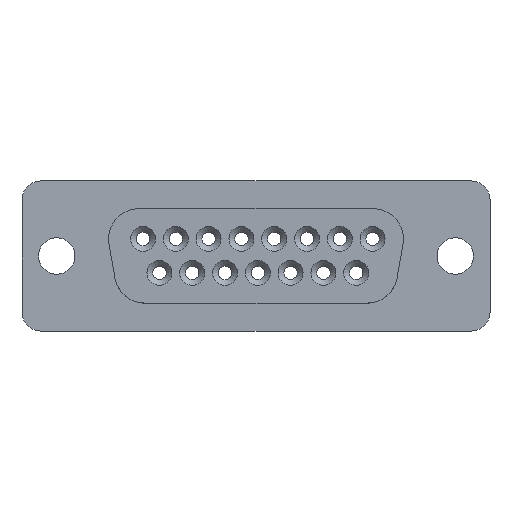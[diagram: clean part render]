
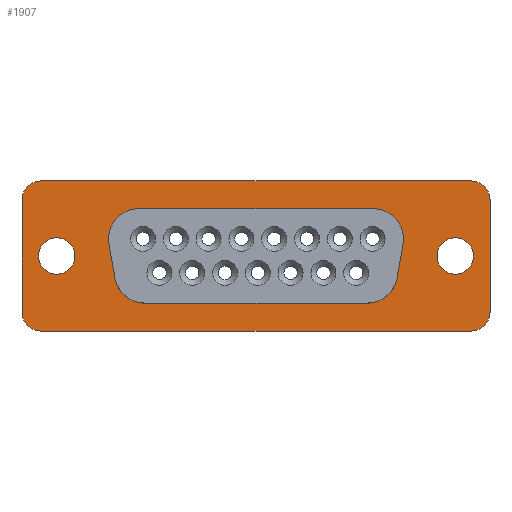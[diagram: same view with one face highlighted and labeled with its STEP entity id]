
A CAD part, top view. The second image highlights one B-rep face of the part: STEP entity #1907.
In plain terms, the highlighted planar face has unit normal (0, 0, 1).
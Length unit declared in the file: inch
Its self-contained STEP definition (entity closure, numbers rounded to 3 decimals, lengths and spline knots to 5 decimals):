
#109=FACE_BOUND('',#493,.T.);
#110=FACE_BOUND('',#494,.T.);
#111=FACE_BOUND('',#495,.T.);
#210=CIRCLE('',#2121,0.1);
#211=CIRCLE('',#2124,0.1);
#212=CIRCLE('',#2127,0.1);
#213=CIRCLE('',#2130,0.1);
#214=CIRCLE('',#2132,0.06);
#216=CIRCLE('',#2135,0.06);
#218=CIRCLE('',#2138,0.062);
#219=CIRCLE('',#2139,0.062);
#220=CIRCLE('',#2140,0.062);
#221=CIRCLE('',#2141,0.062);
#338=FACE_OUTER_BOUND('',#492,.T.);
#492=EDGE_LOOP('',(#1590,#1591,#1592,#1593,#1594,#1595,#1596,#1597));
#493=EDGE_LOOP('',(#1598,#1599,#1600,#1601,#1602,#1603,#1604,#1605));
#494=EDGE_LOOP('',(#1606));
#495=EDGE_LOOP('',(#1607));
#611=LINE('',#3143,#743);
#615=LINE('',#3152,#747);
#618=LINE('',#3160,#750);
#621=LINE('',#3168,#753);
#624=LINE('',#3186,#756);
#625=LINE('',#3190,#757);
#626=LINE('',#3194,#758);
#627=LINE('',#3198,#759);
#743=VECTOR('',#2626,0.3937);
#747=VECTOR('',#2636,0.3937);
#750=VECTOR('',#2645,0.3937);
#753=VECTOR('',#2654,0.3937);
#756=VECTOR('',#2675,0.3937);
#757=VECTOR('',#2678,0.3937);
#758=VECTOR('',#2681,0.3937);
#759=VECTOR('',#2684,0.3937);
#901=VERTEX_POINT('',#3140);
#902=VERTEX_POINT('',#3142);
#903=VERTEX_POINT('',#3146);
#904=VERTEX_POINT('',#3150);
#905=VERTEX_POINT('',#3154);
#906=VERTEX_POINT('',#3158);
#907=VERTEX_POINT('',#3162);
#908=VERTEX_POINT('',#3166);
#909=VERTEX_POINT('',#3172);
#911=VERTEX_POINT('',#3178);
#913=VERTEX_POINT('',#3184);
#914=VERTEX_POINT('',#3185);
#915=VERTEX_POINT('',#3187);
#916=VERTEX_POINT('',#3189);
#917=VERTEX_POINT('',#3191);
#918=VERTEX_POINT('',#3193);
#919=VERTEX_POINT('',#3195);
#920=VERTEX_POINT('',#3197);
#1127=EDGE_CURVE('',#902,#901,#611,.T.);
#1130=EDGE_CURVE('',#901,#903,#210,.T.);
#1132=EDGE_CURVE('',#903,#904,#615,.T.);
#1134=EDGE_CURVE('',#904,#905,#211,.T.);
#1136=EDGE_CURVE('',#905,#906,#618,.T.);
#1138=EDGE_CURVE('',#906,#907,#212,.T.);
#1140=EDGE_CURVE('',#907,#908,#621,.T.);
#1141=EDGE_CURVE('',#908,#902,#213,.T.);
#1142=EDGE_CURVE('',#909,#909,#214,.T.);
#1145=EDGE_CURVE('',#911,#911,#216,.T.);
#1148=EDGE_CURVE('',#913,#914,#624,.T.);
#1149=EDGE_CURVE('',#915,#913,#218,.T.);
#1150=EDGE_CURVE('',#916,#915,#625,.T.);
#1151=EDGE_CURVE('',#917,#916,#219,.T.);
#1152=EDGE_CURVE('',#918,#917,#626,.T.);
#1153=EDGE_CURVE('',#919,#918,#220,.T.);
#1154=EDGE_CURVE('',#920,#919,#627,.T.);
#1155=EDGE_CURVE('',#914,#920,#221,.T.);
#1590=ORIENTED_EDGE('',*,*,#1148,.F.);
#1591=ORIENTED_EDGE('',*,*,#1149,.F.);
#1592=ORIENTED_EDGE('',*,*,#1150,.F.);
#1593=ORIENTED_EDGE('',*,*,#1151,.F.);
#1594=ORIENTED_EDGE('',*,*,#1152,.F.);
#1595=ORIENTED_EDGE('',*,*,#1153,.F.);
#1596=ORIENTED_EDGE('',*,*,#1154,.F.);
#1597=ORIENTED_EDGE('',*,*,#1155,.F.);
#1598=ORIENTED_EDGE('',*,*,#1127,.T.);
#1599=ORIENTED_EDGE('',*,*,#1130,.T.);
#1600=ORIENTED_EDGE('',*,*,#1132,.T.);
#1601=ORIENTED_EDGE('',*,*,#1134,.T.);
#1602=ORIENTED_EDGE('',*,*,#1136,.T.);
#1603=ORIENTED_EDGE('',*,*,#1138,.T.);
#1604=ORIENTED_EDGE('',*,*,#1140,.T.);
#1605=ORIENTED_EDGE('',*,*,#1141,.T.);
#1606=ORIENTED_EDGE('',*,*,#1142,.T.);
#1607=ORIENTED_EDGE('',*,*,#1145,.T.);
#1696=PLANE('',#2137);
#1907=ADVANCED_FACE('',(#338,#109,#110,#111),#1696,.T.);
#2121=AXIS2_PLACEMENT_3D('',#3148,#2631,#2632);
#2124=AXIS2_PLACEMENT_3D('',#3156,#2640,#2641);
#2127=AXIS2_PLACEMENT_3D('',#3164,#2649,#2650);
#2130=AXIS2_PLACEMENT_3D('',#3170,#2657,#2658);
#2132=AXIS2_PLACEMENT_3D('',#3173,#2661,#2662);
#2135=AXIS2_PLACEMENT_3D('',#3179,#2668,#2669);
#2137=AXIS2_PLACEMENT_3D('',#3183,#2673,#2674);
#2138=AXIS2_PLACEMENT_3D('',#3188,#2676,#2677);
#2139=AXIS2_PLACEMENT_3D('',#3192,#2679,#2680);
#2140=AXIS2_PLACEMENT_3D('',#3196,#2682,#2683);
#2141=AXIS2_PLACEMENT_3D('',#3199,#2685,#2686);
#2626=DIRECTION('',(1.,0.,0.));
#2631=DIRECTION('center_axis',(0.,0.,-1.));
#2632=DIRECTION('ref_axis',(0.985,-0.174,0.));
#2636=DIRECTION('',(-0.174,-0.985,0.));
#2640=DIRECTION('center_axis',(0.,0.,-1.));
#2641=DIRECTION('ref_axis',(0.,-1.,0.));
#2645=DIRECTION('',(-1.,0.,0.));
#2649=DIRECTION('center_axis',(0.,0.,-1.));
#2650=DIRECTION('ref_axis',(-0.985,-0.174,0.));
#2654=DIRECTION('',(-0.174,0.985,0.));
#2657=DIRECTION('center_axis',(0.,0.,-1.));
#2658=DIRECTION('ref_axis',(0.,1.,0.));
#2661=DIRECTION('center_axis',(0.,0.,-1.));
#2662=DIRECTION('ref_axis',(-1.,0.,0.));
#2668=DIRECTION('center_axis',(0.,0.,-1.));
#2669=DIRECTION('ref_axis',(-1.,0.,0.));
#2673=DIRECTION('center_axis',(0.,0.,1.));
#2674=DIRECTION('ref_axis',(1.,0.,0.));
#2675=DIRECTION('',(1.,0.,0.));
#2676=DIRECTION('center_axis',(0.,0.,-1.));
#2677=DIRECTION('ref_axis',(0.,1.,0.));
#2678=DIRECTION('',(0.,1.,0.));
#2679=DIRECTION('center_axis',(0.,0.,-1.));
#2680=DIRECTION('ref_axis',(-1.,0.,0.));
#2681=DIRECTION('',(-1.,0.,0.));
#2682=DIRECTION('center_axis',(0.,0.,-1.));
#2683=DIRECTION('ref_axis',(0.,-1.,0.));
#2684=DIRECTION('',(0.,-1.,0.));
#2685=DIRECTION('center_axis',(0.,0.,-1.));
#2686=DIRECTION('ref_axis',(1.,0.,0.));
#3140=CARTESIAN_POINT('',(0.3855,0.1555,0.015));
#3142=CARTESIAN_POINT('',(-0.3855,0.1555,0.015));
#3143=CARTESIAN_POINT('',(-0.19275,0.1555,0.015));
#3146=CARTESIAN_POINT('',(0.48398,0.03814,0.015));
#3148=CARTESIAN_POINT('Origin',(0.3855,0.0555,0.015));
#3150=CARTESIAN_POINT('',(0.46441,-0.07286,0.015));
#3152=CARTESIAN_POINT('',(0.47342,-0.02174,0.015));
#3154=CARTESIAN_POINT('',(0.36593,-0.1555,0.015));
#3156=CARTESIAN_POINT('Origin',(0.36593,-0.0555,0.015));
#3158=CARTESIAN_POINT('',(-0.36593,-0.1555,0.015));
#3160=CARTESIAN_POINT('',(0.18296,-0.1555,0.015));
#3162=CARTESIAN_POINT('',(-0.46441,-0.07286,0.015));
#3164=CARTESIAN_POINT('Origin',(-0.36593,-0.0555,0.015));
#3166=CARTESIAN_POINT('',(-0.48398,0.03814,0.015));
#3168=CARTESIAN_POINT('',(-0.46364,-0.07724,0.015));
#3170=CARTESIAN_POINT('Origin',(-0.3855,0.0555,0.015));
#3172=CARTESIAN_POINT('',(0.716,0.,0.015));
#3173=CARTESIAN_POINT('Origin',(0.656,0.,0.015));
#3178=CARTESIAN_POINT('',(-0.596,0.,0.015));
#3179=CARTESIAN_POINT('Origin',(-0.656,0.,0.015));
#3183=CARTESIAN_POINT('Origin',(0.,0.,0.015));
#3184=CARTESIAN_POINT('',(-0.7085,0.247,0.015));
#3185=CARTESIAN_POINT('',(0.7085,0.247,0.015));
#3186=CARTESIAN_POINT('',(0.7085,0.247,0.015));
#3187=CARTESIAN_POINT('',(-0.7705,0.185,0.015));
#3188=CARTESIAN_POINT('Origin',(-0.7085,0.185,0.015));
#3189=CARTESIAN_POINT('',(-0.7705,-0.185,0.015));
#3190=CARTESIAN_POINT('',(-0.7705,0.185,0.015));
#3191=CARTESIAN_POINT('',(-0.7085,-0.247,0.015));
#3192=CARTESIAN_POINT('Origin',(-0.7085,-0.185,0.015));
#3193=CARTESIAN_POINT('',(0.7085,-0.247,0.015));
#3194=CARTESIAN_POINT('',(-0.7085,-0.247,0.015));
#3195=CARTESIAN_POINT('',(0.7705,-0.185,0.015));
#3196=CARTESIAN_POINT('Origin',(0.7085,-0.185,0.015));
#3197=CARTESIAN_POINT('',(0.7705,0.185,0.015));
#3198=CARTESIAN_POINT('',(0.7705,-0.185,0.015));
#3199=CARTESIAN_POINT('Origin',(0.7085,0.185,0.015));
